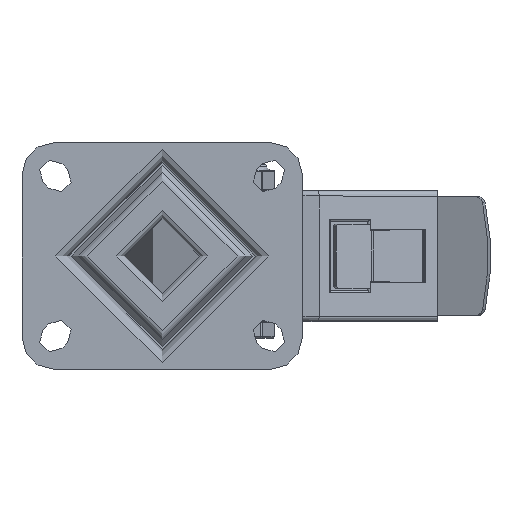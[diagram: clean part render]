
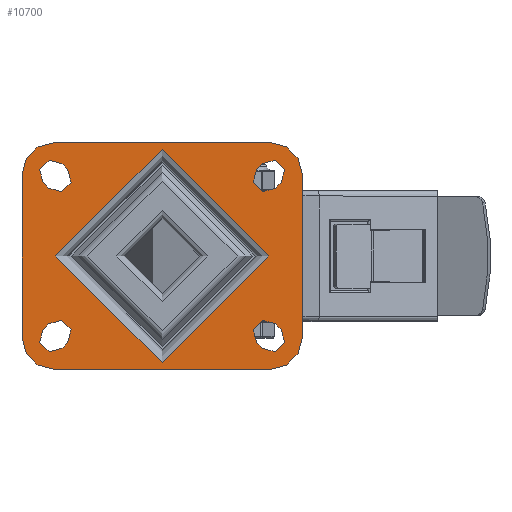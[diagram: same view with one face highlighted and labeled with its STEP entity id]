
A CAD part, top view. The second image highlights one B-rep face of the part: STEP entity #10700.
In plain terms, the highlighted planar face has unit normal (0, 0, 1).
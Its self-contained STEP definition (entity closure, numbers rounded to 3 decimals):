
#471=FACE_BOUND('',#1659,.T.);
#472=FACE_BOUND('',#1660,.T.);
#473=FACE_BOUND('',#1661,.T.);
#474=FACE_BOUND('',#1662,.T.);
#475=FACE_BOUND('',#1663,.T.);
#626=PLANE('',#11612);
#1035=FACE_OUTER_BOUND('',#1658,.T.);
#1658=EDGE_LOOP('',(#8120,#8121,#8122,#8123,#8124,#8125,#8126,#8127));
#1659=EDGE_LOOP('',(#8128));
#1660=EDGE_LOOP('',(#8129,#8130,#8131,#8132));
#1661=EDGE_LOOP('',(#8133,#8134,#8135,#8136));
#1662=EDGE_LOOP('',(#8137,#8138,#8139,#8140));
#1663=EDGE_LOOP('',(#8141,#8142,#8143,#8144));
#2537=LINE('',#16300,#3539);
#2538=LINE('',#16301,#3540);
#2539=LINE('',#16302,#3541);
#2540=LINE('',#16303,#3542);
#2541=LINE('',#16304,#3543);
#2542=LINE('',#16305,#3544);
#2543=LINE('',#16306,#3545);
#2544=LINE('',#16307,#3546);
#2545=LINE('',#16308,#3547);
#2546=LINE('',#16309,#3548);
#2547=LINE('',#16310,#3549);
#2548=LINE('',#16311,#3550);
#3539=VECTOR('',#13285,1000.);
#3540=VECTOR('',#13286,1000.);
#3541=VECTOR('',#13287,1000.);
#3542=VECTOR('',#13288,1000.);
#3543=VECTOR('',#13289,1000.);
#3544=VECTOR('',#13290,1000.);
#3545=VECTOR('',#13291,1000.);
#3546=VECTOR('',#13292,1000.);
#3547=VECTOR('',#13293,1000.);
#3548=VECTOR('',#13294,1000.);
#3549=VECTOR('',#13295,1000.);
#3550=VECTOR('',#13296,1000.);
#4164=CIRCLE('',#11308,5.);
#4167=CIRCLE('',#11312,5.);
#4168=CIRCLE('',#11314,5.);
#4171=CIRCLE('',#11318,5.);
#4172=CIRCLE('',#11320,5.);
#4175=CIRCLE('',#11324,5.);
#4176=CIRCLE('',#11326,5.);
#4179=CIRCLE('',#11330,5.);
#4181=CIRCLE('',#11333,12.);
#4183=CIRCLE('',#11336,12.);
#4185=CIRCLE('',#11339,12.);
#4187=CIRCLE('',#11342,12.);
#4196=CIRCLE('',#11356,40.);
#4527=VERTEX_POINT('',#15268);
#4528=VERTEX_POINT('',#15269);
#4533=VERTEX_POINT('',#15280);
#4534=VERTEX_POINT('',#15282);
#4535=VERTEX_POINT('',#15286);
#4536=VERTEX_POINT('',#15287);
#4541=VERTEX_POINT('',#15298);
#4542=VERTEX_POINT('',#15300);
#4543=VERTEX_POINT('',#15304);
#4544=VERTEX_POINT('',#15305);
#4549=VERTEX_POINT('',#15316);
#4550=VERTEX_POINT('',#15318);
#4551=VERTEX_POINT('',#15322);
#4552=VERTEX_POINT('',#15323);
#4557=VERTEX_POINT('',#15334);
#4558=VERTEX_POINT('',#15336);
#4561=VERTEX_POINT('',#15343);
#4562=VERTEX_POINT('',#15345);
#4565=VERTEX_POINT('',#15352);
#4566=VERTEX_POINT('',#15354);
#4569=VERTEX_POINT('',#15361);
#4570=VERTEX_POINT('',#15363);
#4573=VERTEX_POINT('',#15370);
#4574=VERTEX_POINT('',#15372);
#4581=VERTEX_POINT('',#15396);
#5554=EDGE_CURVE('',#4527,#4528,#4164,.T.);
#5560=EDGE_CURVE('',#4533,#4534,#4167,.T.);
#5562=EDGE_CURVE('',#4535,#4536,#4168,.T.);
#5568=EDGE_CURVE('',#4541,#4542,#4171,.T.);
#5570=EDGE_CURVE('',#4543,#4544,#4172,.T.);
#5576=EDGE_CURVE('',#4549,#4550,#4175,.T.);
#5578=EDGE_CURVE('',#4551,#4552,#4176,.T.);
#5584=EDGE_CURVE('',#4557,#4558,#4179,.T.);
#5588=EDGE_CURVE('',#4561,#4562,#4181,.T.);
#5592=EDGE_CURVE('',#4565,#4566,#4183,.T.);
#5596=EDGE_CURVE('',#4569,#4570,#4185,.T.);
#5600=EDGE_CURVE('',#4573,#4574,#4187,.T.);
#5612=EDGE_CURVE('',#4581,#4581,#4196,.T.);
#6068=EDGE_CURVE('',#4570,#4573,#2537,.T.);
#6069=EDGE_CURVE('',#4566,#4569,#2538,.T.);
#6070=EDGE_CURVE('',#4562,#4565,#2539,.T.);
#6071=EDGE_CURVE('',#4574,#4561,#2540,.T.);
#6072=EDGE_CURVE('',#4552,#4557,#2541,.T.);
#6073=EDGE_CURVE('',#4558,#4551,#2542,.T.);
#6074=EDGE_CURVE('',#4544,#4549,#2543,.T.);
#6075=EDGE_CURVE('',#4550,#4543,#2544,.T.);
#6076=EDGE_CURVE('',#4536,#4541,#2545,.T.);
#6077=EDGE_CURVE('',#4542,#4535,#2546,.T.);
#6078=EDGE_CURVE('',#4528,#4533,#2547,.T.);
#6079=EDGE_CURVE('',#4534,#4527,#2548,.T.);
#8120=ORIENTED_EDGE('',*,*,#5600,.F.);
#8121=ORIENTED_EDGE('',*,*,#6068,.F.);
#8122=ORIENTED_EDGE('',*,*,#5596,.F.);
#8123=ORIENTED_EDGE('',*,*,#6069,.F.);
#8124=ORIENTED_EDGE('',*,*,#5592,.F.);
#8125=ORIENTED_EDGE('',*,*,#6070,.F.);
#8126=ORIENTED_EDGE('',*,*,#5588,.F.);
#8127=ORIENTED_EDGE('',*,*,#6071,.F.);
#8128=ORIENTED_EDGE('',*,*,#5612,.F.);
#8129=ORIENTED_EDGE('',*,*,#5584,.F.);
#8130=ORIENTED_EDGE('',*,*,#6072,.F.);
#8131=ORIENTED_EDGE('',*,*,#5578,.F.);
#8132=ORIENTED_EDGE('',*,*,#6073,.F.);
#8133=ORIENTED_EDGE('',*,*,#5576,.F.);
#8134=ORIENTED_EDGE('',*,*,#6074,.F.);
#8135=ORIENTED_EDGE('',*,*,#5570,.F.);
#8136=ORIENTED_EDGE('',*,*,#6075,.F.);
#8137=ORIENTED_EDGE('',*,*,#5568,.F.);
#8138=ORIENTED_EDGE('',*,*,#6076,.F.);
#8139=ORIENTED_EDGE('',*,*,#5562,.F.);
#8140=ORIENTED_EDGE('',*,*,#6077,.F.);
#8141=ORIENTED_EDGE('',*,*,#5560,.F.);
#8142=ORIENTED_EDGE('',*,*,#6078,.F.);
#8143=ORIENTED_EDGE('',*,*,#5554,.F.);
#8144=ORIENTED_EDGE('',*,*,#6079,.F.);
#10700=ADVANCED_FACE('',(#1035,#471,#472,#473,#474,#475),#626,.T.);
#11308=AXIS2_PLACEMENT_3D('',#15270,#12298,#12299);
#11312=AXIS2_PLACEMENT_3D('',#15283,#12309,#12310);
#11314=AXIS2_PLACEMENT_3D('',#15288,#12314,#12315);
#11318=AXIS2_PLACEMENT_3D('',#15301,#12325,#12326);
#11320=AXIS2_PLACEMENT_3D('',#15306,#12330,#12331);
#11324=AXIS2_PLACEMENT_3D('',#15319,#12341,#12342);
#11326=AXIS2_PLACEMENT_3D('',#15324,#12346,#12347);
#11330=AXIS2_PLACEMENT_3D('',#15337,#12357,#12358);
#11333=AXIS2_PLACEMENT_3D('',#15346,#12365,#12366);
#11336=AXIS2_PLACEMENT_3D('',#15355,#12373,#12374);
#11339=AXIS2_PLACEMENT_3D('',#15364,#12381,#12382);
#11342=AXIS2_PLACEMENT_3D('',#15373,#12389,#12390);
#11356=AXIS2_PLACEMENT_3D('',#15397,#12420,#12421);
#11612=AXIS2_PLACEMENT_3D('',#16299,#13283,#13284);
#12298=DIRECTION('center_axis',(0.,0.,1.));
#12299=DIRECTION('ref_axis',(-1.,0.,0.));
#12309=DIRECTION('center_axis',(0.,0.,1.));
#12310=DIRECTION('ref_axis',(-1.,0.,0.));
#12314=DIRECTION('center_axis',(0.,0.,1.));
#12315=DIRECTION('ref_axis',(-1.,0.,0.));
#12325=DIRECTION('center_axis',(0.,0.,1.));
#12326=DIRECTION('ref_axis',(-1.,0.,0.));
#12330=DIRECTION('center_axis',(0.,0.,1.));
#12331=DIRECTION('ref_axis',(1.,0.,0.));
#12341=DIRECTION('center_axis',(0.,0.,1.));
#12342=DIRECTION('ref_axis',(1.,0.,0.));
#12346=DIRECTION('center_axis',(0.,0.,1.));
#12347=DIRECTION('ref_axis',(1.,0.,0.));
#12357=DIRECTION('center_axis',(0.,0.,1.));
#12358=DIRECTION('ref_axis',(1.,0.,0.));
#12365=DIRECTION('center_axis',(0.,0.,-1.));
#12366=DIRECTION('ref_axis',(-0.707,0.707,0.));
#12373=DIRECTION('center_axis',(0.,0.,-1.));
#12374=DIRECTION('ref_axis',(0.707,0.707,0.));
#12381=DIRECTION('center_axis',(0.,0.,-1.));
#12382=DIRECTION('ref_axis',(0.707,-0.707,0.));
#12389=DIRECTION('center_axis',(0.,0.,-1.));
#12390=DIRECTION('ref_axis',(-0.707,-0.707,0.));
#12420=DIRECTION('center_axis',(0.,0.,1.));
#12421=DIRECTION('ref_axis',(1.,0.,0.));
#13283=DIRECTION('center_axis',(0.,0.,1.));
#13284=DIRECTION('ref_axis',(1.,0.,0.));
#13285=DIRECTION('',(-1.,0.,0.));
#13286=DIRECTION('',(0.,-1.,0.));
#13287=DIRECTION('',(1.,0.,0.));
#13288=DIRECTION('',(0.,1.,0.));
#13289=DIRECTION('',(0.707,-0.707,0.));
#13290=DIRECTION('',(-0.707,0.707,0.));
#13291=DIRECTION('',(0.707,0.707,0.));
#13292=DIRECTION('',(-0.707,-0.707,0.));
#13293=DIRECTION('',(-0.707,-0.707,0.));
#13294=DIRECTION('',(0.707,0.707,0.));
#13295=DIRECTION('',(-0.707,0.707,0.));
#13296=DIRECTION('',(0.707,-0.707,0.));
#15268=CARTESIAN_POINT('',(37.525,-34.596,2.5));
#15269=CARTESIAN_POINT('',(44.596,-27.525,2.5));
#15270=CARTESIAN_POINT('Origin',(41.061,-31.061,2.5));
#15280=CARTESIAN_POINT('',(42.475,-25.404,2.5));
#15282=CARTESIAN_POINT('',(35.404,-32.475,2.5));
#15283=CARTESIAN_POINT('Origin',(38.939,-28.939,2.5));
#15286=CARTESIAN_POINT('',(44.596,27.525,2.5));
#15287=CARTESIAN_POINT('',(37.525,34.596,2.5));
#15288=CARTESIAN_POINT('Origin',(41.061,31.061,2.5));
#15298=CARTESIAN_POINT('',(35.404,32.475,2.5));
#15300=CARTESIAN_POINT('',(42.475,25.404,2.5));
#15301=CARTESIAN_POINT('Origin',(38.939,28.939,2.5));
#15304=CARTESIAN_POINT('',(-44.596,-27.525,2.5));
#15305=CARTESIAN_POINT('',(-37.525,-34.596,2.5));
#15306=CARTESIAN_POINT('Origin',(-41.061,-31.061,2.5));
#15316=CARTESIAN_POINT('',(-35.404,-32.475,2.5));
#15318=CARTESIAN_POINT('',(-42.475,-25.404,2.5));
#15319=CARTESIAN_POINT('Origin',(-38.939,-28.939,2.5));
#15322=CARTESIAN_POINT('',(-37.525,34.596,2.5));
#15323=CARTESIAN_POINT('',(-44.596,27.525,2.5));
#15324=CARTESIAN_POINT('Origin',(-41.061,31.061,2.5));
#15334=CARTESIAN_POINT('',(-42.475,25.404,2.5));
#15336=CARTESIAN_POINT('',(-35.404,32.475,2.5));
#15337=CARTESIAN_POINT('Origin',(-38.939,28.939,2.5));
#15343=CARTESIAN_POINT('',(-52.5,30.5,2.5));
#15345=CARTESIAN_POINT('',(-40.5,42.5,2.5));
#15346=CARTESIAN_POINT('Origin',(-40.5,30.5,2.5));
#15352=CARTESIAN_POINT('',(40.5,42.5,2.5));
#15354=CARTESIAN_POINT('',(52.5,30.5,2.5));
#15355=CARTESIAN_POINT('Origin',(40.5,30.5,2.5));
#15361=CARTESIAN_POINT('',(52.5,-30.5,2.5));
#15363=CARTESIAN_POINT('',(40.5,-42.5,2.5));
#15364=CARTESIAN_POINT('Origin',(40.5,-30.5,2.5));
#15370=CARTESIAN_POINT('',(-40.5,-42.5,2.5));
#15372=CARTESIAN_POINT('',(-52.5,-30.5,2.5));
#15373=CARTESIAN_POINT('Origin',(-40.5,-30.5,2.5));
#15396=CARTESIAN_POINT('',(40.,0.,2.5));
#15397=CARTESIAN_POINT('Origin',(0.,0.,2.5));
#16299=CARTESIAN_POINT('Origin',(0.,0.,2.5));
#16300=CARTESIAN_POINT('',(52.5,-42.5,2.5));
#16301=CARTESIAN_POINT('',(52.5,42.5,2.5));
#16302=CARTESIAN_POINT('',(-52.5,42.5,2.5));
#16303=CARTESIAN_POINT('',(-52.5,-42.5,2.5));
#16304=CARTESIAN_POINT('',(-44.596,27.525,2.5));
#16305=CARTESIAN_POINT('',(-37.525,34.596,2.5));
#16306=CARTESIAN_POINT('',(-37.525,-34.596,2.5));
#16307=CARTESIAN_POINT('',(-44.596,-27.525,2.5));
#16308=CARTESIAN_POINT('',(37.525,34.596,2.5));
#16309=CARTESIAN_POINT('',(44.596,27.525,2.5));
#16310=CARTESIAN_POINT('',(44.596,-27.525,2.5));
#16311=CARTESIAN_POINT('',(37.525,-34.596,2.5));
